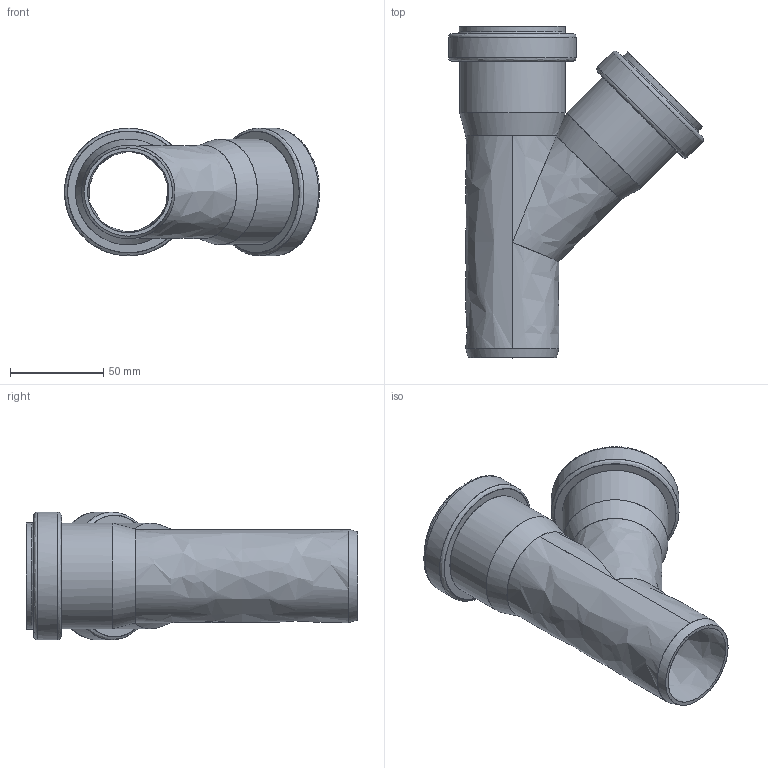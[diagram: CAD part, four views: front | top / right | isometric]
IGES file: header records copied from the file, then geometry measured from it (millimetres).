
Global section: file name: 0800555_D45 50.igs; native system: NX V4.0; preprocessor: UGS NX IGES V4.0; date: 20090715.110706; units: millimetre
Bounding box: 136.8 x 178 x 68.5 mm (x, y, z)
Surface area: 101460.1 mm2 (no closed solid volume)
Topology: 0 solids, 0 shells, 84 faces, 1275 edges, 1209 vertices
Faces by surface type: bspline 84
